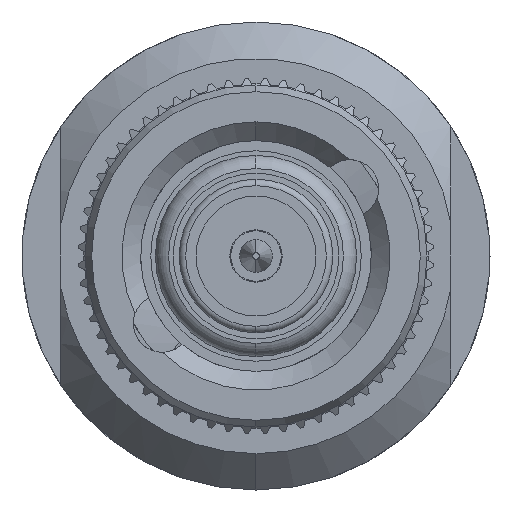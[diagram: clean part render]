
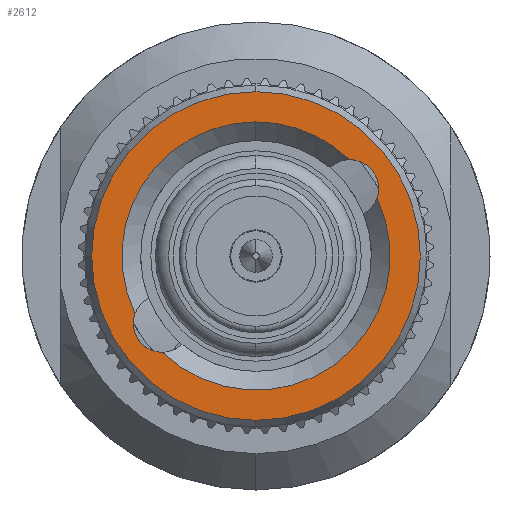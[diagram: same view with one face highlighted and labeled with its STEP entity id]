
A CAD part, left-side view. The second image highlights one B-rep face of the part: STEP entity #2612.
In plain terms, the highlighted planar face has unit normal (-1, 0, 0).
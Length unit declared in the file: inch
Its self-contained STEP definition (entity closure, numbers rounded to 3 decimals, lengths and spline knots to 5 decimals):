
#299 = CIRCLE ( 'NONE', #2099, 0.26339 ) ;
#524 = VERTEX_POINT ( 'NONE', #2464 ) ;
#700 = CARTESIAN_POINT ( 'NONE',  ( 0.047, 0., 0. ) ) ;
#728 = ORIENTED_EDGE ( 'NONE', *, *, #4990, .T. ) ;
#739 = DIRECTION ( 'NONE',  ( 0., 0., 1. ) ) ;
#754 = EDGE_CURVE ( 'NONE', #5102, #8979, #13360, .T. ) ;
#769 = DIRECTION ( 'NONE',  ( 0., 0., 1. ) ) ;
#937 = CARTESIAN_POINT ( 'NONE',  ( 0.047, -0.14961, 0.15433 ) ) ;
#1161 = EDGE_CURVE ( 'NONE', #4005, #10859, #299, .T. ) ;
#1181 = CARTESIAN_POINT ( 'NONE',  ( 0.047, 0.15021, -0.10789 ) ) ;
#1553 = ORIENTED_EDGE ( 'NONE', *, *, #1161, .F. ) ;
#1564 = DIRECTION ( 'NONE',  ( 0., 0., -1. ) ) ;
#1678 = DIRECTION ( 'NONE',  ( 1., 0., 0. ) ) ;
#1931 = ORIENTED_EDGE ( 'NONE', *, *, #12475, .T. ) ;
#2009 = PLANE ( 'NONE',  #12950 ) ;
#2099 = AXIS2_PLACEMENT_3D ( 'NONE', #6114, #1678, #8237 ) ;
#2464 = CARTESIAN_POINT ( 'NONE',  ( 0.047, 0., 0.21494 ) ) ;
#2612 = ADVANCED_FACE ( 'NONE', ( #8366, #2997 ), #2009, .F. ) ;
#2997 = FACE_OUTER_BOUND ( 'NONE', #12215, .T. ) ;
#3405 = CIRCLE ( 'NONE', #7462, 0.04645 ) ;
#3682 = ORIENTED_EDGE ( 'NONE', *, *, #4919, .F. ) ;
#3703 = ORIENTED_EDGE ( 'NONE', *, *, #754, .T. ) ;
#4005 = VERTEX_POINT ( 'NONE', #5679 ) ;
#4143 = ORIENTED_EDGE ( 'NONE', *, *, #8840, .T. ) ;
#4144 = DIRECTION ( 'NONE',  ( 1., 0., 0. ) ) ;
#4297 = CARTESIAN_POINT ( 'NONE',  ( 0.047, 0., -0.26339 ) ) ;
#4426 = CIRCLE ( 'NONE', #7596, 0.04645 ) ;
#4656 = DIRECTION ( 'NONE',  ( 0., 0., -1. ) ) ;
#4733 = DIRECTION ( 'NONE',  ( 1., 0., 0. ) ) ;
#4919 = EDGE_CURVE ( 'NONE', #10859, #4005, #13324, .T. ) ;
#4990 = EDGE_CURVE ( 'NONE', #11541, #8711, #3405, .T. ) ;
#5102 = VERTEX_POINT ( 'NONE', #7121 ) ;
#5648 = EDGE_CURVE ( 'NONE', #8711, #13355, #8096, .T. ) ;
#5679 = CARTESIAN_POINT ( 'NONE',  ( 0.047, 0., 0.26339 ) ) ;
#6114 = CARTESIAN_POINT ( 'NONE',  ( 0.047, 0., 0. ) ) ;
#6232 = CIRCLE ( 'NONE', #12779, 0.21494 ) ;
#6263 = EDGE_LOOP ( 'NONE', ( #1931, #11813, #728, #11742, #4143, #3703 ) ) ;
#6427 = DIRECTION ( 'NONE',  ( 1., 0., 0. ) ) ;
#6840 = CARTESIAN_POINT ( 'NONE',  ( 0.047, 0.14961, -0.15433 ) ) ;
#7121 = CARTESIAN_POINT ( 'NONE',  ( 0.047, 0.15021, -0.15434 ) ) ;
#7411 = AXIS2_PLACEMENT_3D ( 'NONE', #12797, #9412, #739 ) ;
#7444 = CARTESIAN_POINT ( 'NONE',  ( 0.047, 0., -0.26339 ) ) ;
#7462 = AXIS2_PLACEMENT_3D ( 'NONE', #11145, #11075, #1564 ) ;
#7596 = AXIS2_PLACEMENT_3D ( 'NONE', #8003, #11235, #10119 ) ;
#8003 = CARTESIAN_POINT ( 'NONE',  ( 0.047, 0.15021, -0.10789 ) ) ;
#8096 = CIRCLE ( 'NONE', #7411, 0.21494 ) ;
#8237 = DIRECTION ( 'NONE',  ( 0., 0., -1. ) ) ;
#8366 = FACE_BOUND ( 'NONE', #6263, .T. ) ;
#8479 = CARTESIAN_POINT ( 'NONE',  ( 0.047, 0., 0. ) ) ;
#8592 = DIRECTION ( 'NONE',  ( 0., 0., -1. ) ) ;
#8711 = VERTEX_POINT ( 'NONE', #11100 ) ;
#8840 = EDGE_CURVE ( 'NONE', #13355, #5102, #4426, .T. ) ;
#8899 = EDGE_CURVE ( 'NONE', #524, #11541, #6232, .T. ) ;
#8979 = VERTEX_POINT ( 'NONE', #13274 ) ;
#9074 = AXIS2_PLACEMENT_3D ( 'NONE', #1181, #11828, #8592 ) ;
#9412 = DIRECTION ( 'NONE',  ( 1., 0., 0. ) ) ;
#9743 = DIRECTION ( 'NONE',  ( 0., 0., 1. ) ) ;
#10119 = DIRECTION ( 'NONE',  ( 0., 0., -1. ) ) ;
#10225 = CARTESIAN_POINT ( 'NONE',  ( 0.047, 0., 0. ) ) ;
#10601 = DIRECTION ( 'NONE',  ( 1., 0., 0. ) ) ;
#10859 = VERTEX_POINT ( 'NONE', #4297 ) ;
#11075 = DIRECTION ( 'NONE',  ( 1., 0., 0. ) ) ;
#11100 = CARTESIAN_POINT ( 'NONE',  ( 0.047, -0.19403, 0.09247 ) ) ;
#11145 = CARTESIAN_POINT ( 'NONE',  ( 0.047, -0.15021, 0.10789 ) ) ;
#11235 = DIRECTION ( 'NONE',  ( 1., 0., 0. ) ) ;
#11473 = CIRCLE ( 'NONE', #12373, 0.21494 ) ;
#11541 = VERTEX_POINT ( 'NONE', #937 ) ;
#11742 = ORIENTED_EDGE ( 'NONE', *, *, #5648, .T. ) ;
#11813 = ORIENTED_EDGE ( 'NONE', *, *, #8899, .T. ) ;
#11828 = DIRECTION ( 'NONE',  ( 1., 0., 0. ) ) ;
#12215 = EDGE_LOOP ( 'NONE', ( #3682, #1553 ) ) ;
#12373 = AXIS2_PLACEMENT_3D ( 'NONE', #700, #4144, #769 ) ;
#12475 = EDGE_CURVE ( 'NONE', #8979, #524, #11473, .T. ) ;
#12779 = AXIS2_PLACEMENT_3D ( 'NONE', #8479, #6427, #9743 ) ;
#12797 = CARTESIAN_POINT ( 'NONE',  ( 0.047, 0., 0. ) ) ;
#12937 = DIRECTION ( 'NONE',  ( 0., 0., -1. ) ) ;
#12950 = AXIS2_PLACEMENT_3D ( 'NONE', #7444, #10601, #12937 ) ;
#13274 = CARTESIAN_POINT ( 'NONE',  ( 0.047, 0.19403, -0.09247 ) ) ;
#13324 = CIRCLE ( 'NONE', #13547, 0.26339 ) ;
#13355 = VERTEX_POINT ( 'NONE', #6840 ) ;
#13360 = CIRCLE ( 'NONE', #9074, 0.04645 ) ;
#13547 = AXIS2_PLACEMENT_3D ( 'NONE', #10225, #4733, #4656 ) ;
